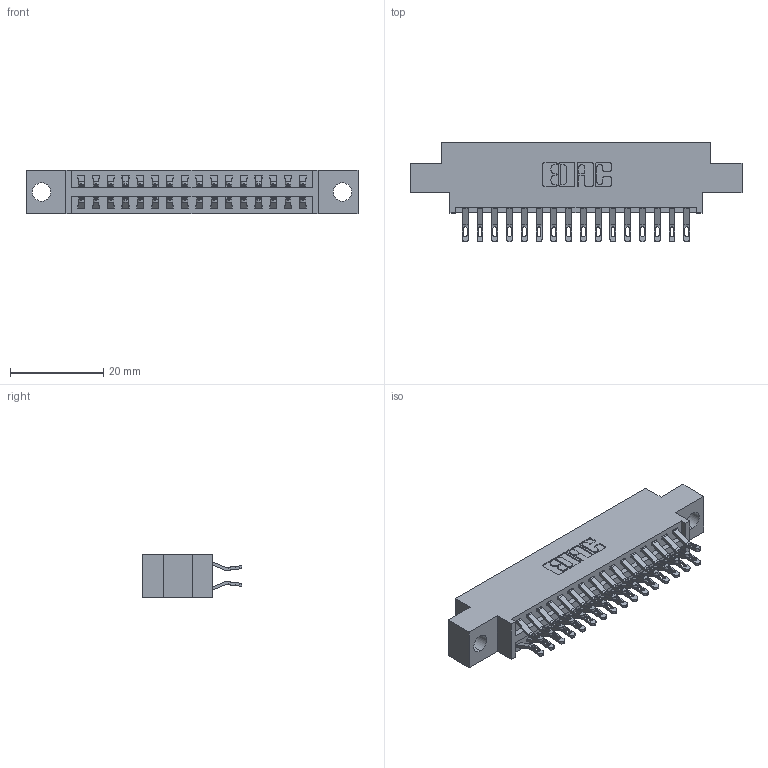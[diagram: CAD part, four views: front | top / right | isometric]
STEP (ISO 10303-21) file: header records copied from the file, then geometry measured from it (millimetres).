
FILE_DESCRIPTION (( 'STEP AP203' ), '1' );
FILE_NAME ('346-032-555-804.STEP', '2022-05-19T18:20:08', ( '' ), ( '' ), 'SwSTEP 2.0', 'SolidWorks 2020', '' );
FILE_SCHEMA (( 'CONFIG_CONTROL_DESIGN' ));
Length unit declared in the file: inch
Products named in the file (3): 345-292-001_555 Tail; 346-032-555-804; 346 Part_0.170 Offset - 0.156 Dia-TH
Assembly tree (33 placements, depth 2):
  346-032-555-804
    346 Part_0.170 Offset - 0.156 Dia-TH
    345-292-001_555 Tail  x32
Bounding box: 71.37 x 21.46 x 9.4 mm (x, y, z)
Volume: 6590.2 mm3; surface area: 9008.3 mm2
Topology: 33 solids, 33 shells, 1996 faces, 6233 edges, 4154 vertices
Faces by surface type: plane 1150, cylinder 846
Entity records: 14819 total; most frequent: CARTESIAN_POINT 2520, ORIENTED_EDGE 2422, DIRECTION 2239, EDGE_CURVE 1211, VECTOR 995, LINE 995, VERTEX_POINT 806, AXIS2_PLACEMENT_3D 622
